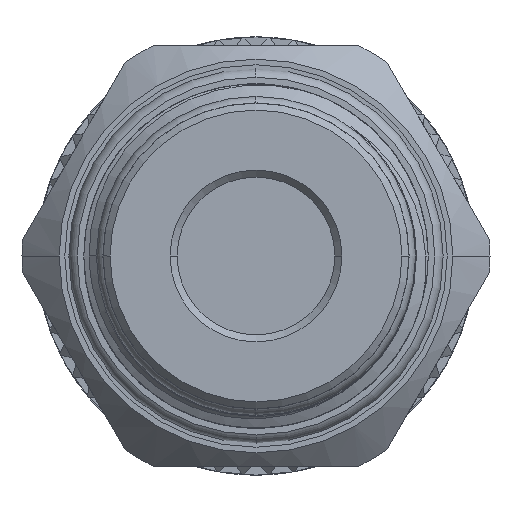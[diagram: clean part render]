
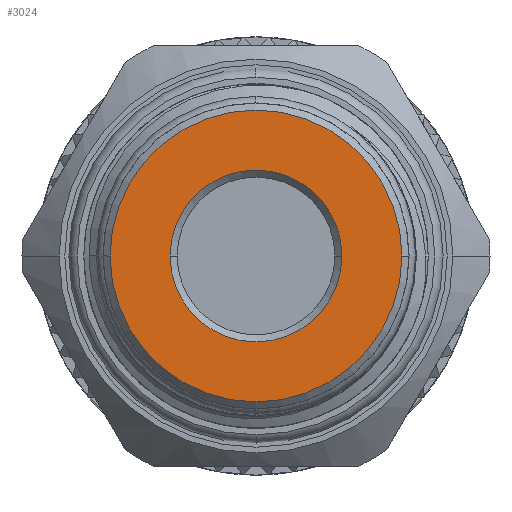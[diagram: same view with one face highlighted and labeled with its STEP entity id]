
A CAD part, left-side view. The second image highlights one B-rep face of the part: STEP entity #3024.
In plain terms, the highlighted planar face has unit normal (-1, 0, 0).
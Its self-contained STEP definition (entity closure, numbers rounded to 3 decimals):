
#198 = VERTEX_POINT ( 'NONE', #10364 ) ;
#985 = CIRCLE ( 'NONE', #26904, 8.325 ) ;
#2022 = CARTESIAN_POINT ( 'NONE',  ( -37.8, 0., 0. ) ) ;
#2439 = PLANE ( 'NONE',  #24097 ) ;
#3024 = ADVANCED_FACE ( 'NONE', ( #12894, #3204 ), #2439, .F. ) ;
#3204 = FACE_OUTER_BOUND ( 'NONE', #32852, .T. ) ;
#4266 = CARTESIAN_POINT ( 'NONE',  ( -37.8, -4.9, 0. ) ) ;
#4599 = DIRECTION ( 'NONE',  ( 0., 1., 0. ) ) ;
#5020 = EDGE_CURVE ( 'NONE', #198, #28172, #11607, .T. ) ;
#5529 = EDGE_CURVE ( 'NONE', #28172, #198, #5914, .T. ) ;
#5914 = CIRCLE ( 'NONE', #25763, 4.9 ) ;
#7026 = ORIENTED_EDGE ( 'NONE', *, *, #5529, .T. ) ;
#7376 = DIRECTION ( 'NONE',  ( 1., 0., 0. ) ) ;
#8106 = VERTEX_POINT ( 'NONE', #26106 ) ;
#8960 = ORIENTED_EDGE ( 'NONE', *, *, #5020, .T. ) ;
#10364 = CARTESIAN_POINT ( 'NONE',  ( -37.8, 4.9, 0. ) ) ;
#11607 = CIRCLE ( 'NONE', #13087, 4.9 ) ;
#12894 = FACE_BOUND ( 'NONE', #27227, .T. ) ;
#12915 = AXIS2_PLACEMENT_3D ( 'NONE', #2022, #30432, #4599 ) ;
#13087 = AXIS2_PLACEMENT_3D ( 'NONE', #15144, #25255, #30843 ) ;
#13118 = DIRECTION ( 'NONE',  ( -1., 0., 0. ) ) ;
#14951 = DIRECTION ( 'NONE',  ( 0., -1., 0. ) ) ;
#15144 = CARTESIAN_POINT ( 'NONE',  ( -37.8, 0., 0. ) ) ;
#17371 = CARTESIAN_POINT ( 'NONE',  ( -37.8, 0., 0. ) ) ;
#17819 = DIRECTION ( 'NONE',  ( 0., -1., 0. ) ) ;
#18413 = CARTESIAN_POINT ( 'NONE',  ( -37.8, 0., 0. ) ) ;
#20028 = DIRECTION ( 'NONE',  ( 1., 0., 0. ) ) ;
#22442 = CARTESIAN_POINT ( 'NONE',  ( -37.8, 8.325, 0. ) ) ;
#24097 = AXIS2_PLACEMENT_3D ( 'NONE', #30529, #20028, #14951 ) ;
#25110 = EDGE_CURVE ( 'NONE', #8106, #29693, #985, .T. ) ;
#25255 = DIRECTION ( 'NONE',  ( 1., 0., 0. ) ) ;
#25763 = AXIS2_PLACEMENT_3D ( 'NONE', #17371, #7376, #17819 ) ;
#26016 = CIRCLE ( 'NONE', #12915, 8.325 ) ;
#26098 = ORIENTED_EDGE ( 'NONE', *, *, #25110, .T. ) ;
#26106 = CARTESIAN_POINT ( 'NONE',  ( -37.8, -8.325, 0. ) ) ;
#26279 = DIRECTION ( 'NONE',  ( 0., 1., 0. ) ) ;
#26904 = AXIS2_PLACEMENT_3D ( 'NONE', #18413, #13118, #26279 ) ;
#27227 = EDGE_LOOP ( 'NONE', ( #8960, #7026 ) ) ;
#28129 = ORIENTED_EDGE ( 'NONE', *, *, #28169, .T. ) ;
#28169 = EDGE_CURVE ( 'NONE', #29693, #8106, #26016, .T. ) ;
#28172 = VERTEX_POINT ( 'NONE', #4266 ) ;
#29693 = VERTEX_POINT ( 'NONE', #22442 ) ;
#30432 = DIRECTION ( 'NONE',  ( -1., 0., 0. ) ) ;
#30529 = CARTESIAN_POINT ( 'NONE',  ( -37.8, 0., 0. ) ) ;
#30843 = DIRECTION ( 'NONE',  ( 0., -1., 0. ) ) ;
#32852 = EDGE_LOOP ( 'NONE', ( #26098, #28129 ) ) ;
